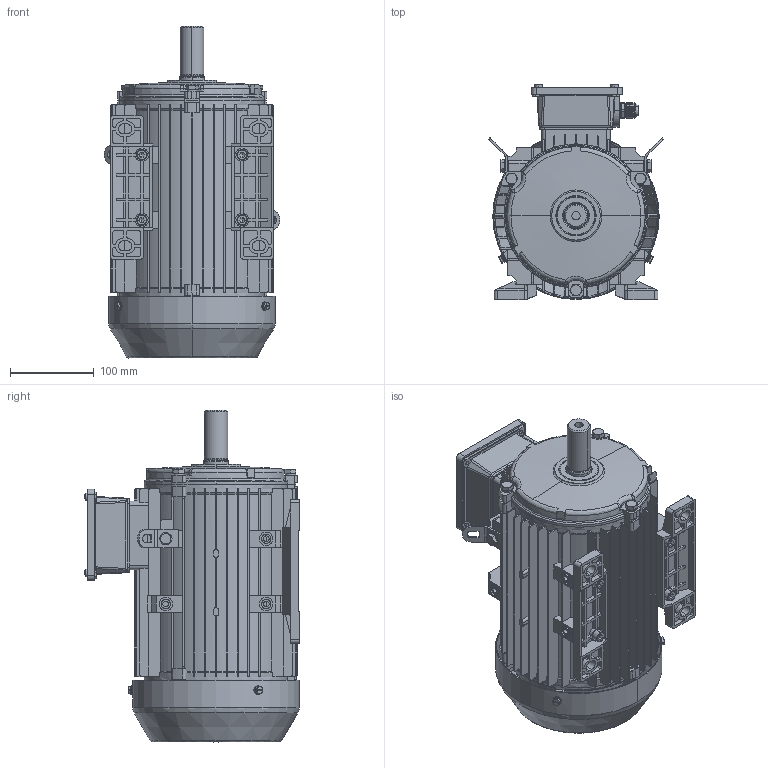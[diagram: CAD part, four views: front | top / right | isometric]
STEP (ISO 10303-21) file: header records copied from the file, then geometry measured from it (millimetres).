
FILE_DESCRIPTION (( 'STEP AP203' ), '1' );
FILE_NAME ('JL3-100-B3.step', '2018-12-14T08:47:20', ( '' ), ( '' ), 'SwSTEP 2.0', 'SolidWorks 2018', '' );
FILE_SCHEMA (( 'CONFIG_CONTROL_DESIGN' ));
Products named in the file (1): JL3-100-B3
Bounding box: 210.01 x 257.42 x 397 mm (x, y, z)
Volume: 1733148.2 mm3; surface area: 1026625.8 mm2
Topology: 51 solids, 51 shells, 3961 faces, 10873 edges, 7111 vertices
Faces by surface type: plane 1791, cylinder 1568, bspline 373, cone 221, sphere 8
Entity records: 363665 total; most frequent: CARTESIAN_POINT 263730, ORIENTED_EDGE 21706, DIRECTION 19958, EDGE_CURVE 10853, VERTEX_POINT 7111, AXIS2_PLACEMENT_3D 7029, LINE 5900, VECTOR 5900
